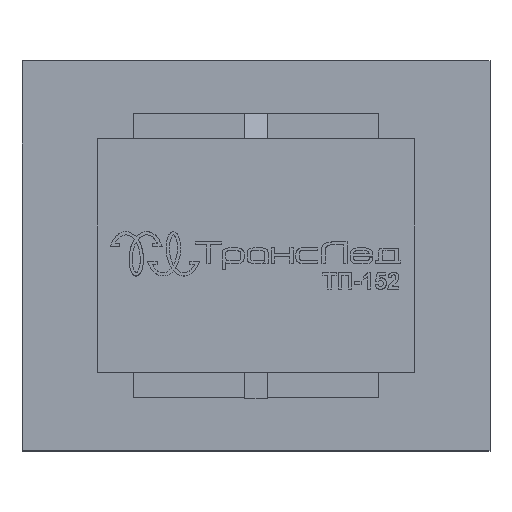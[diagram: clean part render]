
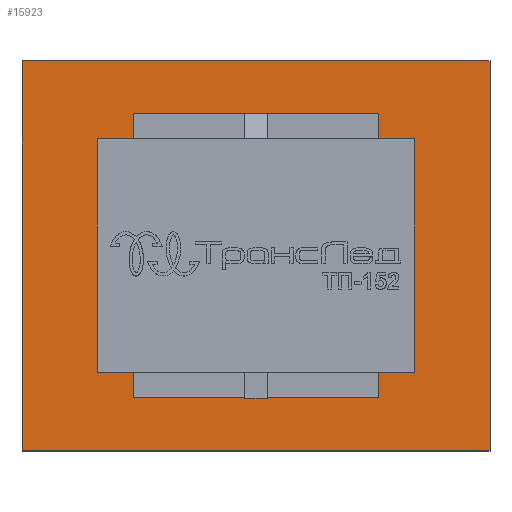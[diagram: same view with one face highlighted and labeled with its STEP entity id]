
A CAD part, top view. The second image highlights one B-rep face of the part: STEP entity #15923.
In plain terms, the highlighted planar face has unit normal (0, 0, 1).
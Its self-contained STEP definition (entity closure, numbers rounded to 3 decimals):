
#1513=FACE_OUTER_BOUND('',#2477,.T.);
#2477=EDGE_LOOP('',(#11927,#11928,#11929,#11930));
#3798=LINE('',#22348,#5506);
#3801=LINE('',#22354,#5509);
#3804=LINE('',#22360,#5512);
#3807=LINE('',#22364,#5515);
#5506=VECTOR('',#18995,10.);
#5509=VECTOR('',#19000,10.);
#5512=VECTOR('',#19005,10.);
#5515=VECTOR('',#19010,10.);
#6989=VERTEX_POINT('',#22345);
#6990=VERTEX_POINT('',#22347);
#6992=VERTEX_POINT('',#22353);
#6994=VERTEX_POINT('',#22359);
#8794=EDGE_CURVE('',#6990,#6989,#3798,.T.);
#8797=EDGE_CURVE('',#6992,#6990,#3801,.T.);
#8800=EDGE_CURVE('',#6994,#6992,#3804,.T.);
#8803=EDGE_CURVE('',#6989,#6994,#3807,.T.);
#11927=ORIENTED_EDGE('',*,*,#8803,.T.);
#11928=ORIENTED_EDGE('',*,*,#8800,.T.);
#11929=ORIENTED_EDGE('',*,*,#8797,.T.);
#11930=ORIENTED_EDGE('',*,*,#8794,.T.);
#15255=PLANE('',#17010);
#15923=ADVANCED_FACE('',(#1513),#15255,.T.);
#17010=AXIS2_PLACEMENT_3D('',#22366,#19013,#19014);
#18995=DIRECTION('',(0.,-1.,0.));
#19000=DIRECTION('',(-1.,0.,0.));
#19005=DIRECTION('',(0.,1.,0.));
#19010=DIRECTION('',(1.,0.,0.));
#19013=DIRECTION('center_axis',(0.,0.,1.));
#19014=DIRECTION('ref_axis',(1.,0.,0.));
#22345=CARTESIAN_POINT('',(0.,0.,31.8));
#22347=CARTESIAN_POINT('',(0.,35.,31.8));
#22348=CARTESIAN_POINT('',(0.,0.,31.8));
#22353=CARTESIAN_POINT('',(42.,35.,31.8));
#22354=CARTESIAN_POINT('',(0.,35.,31.8));
#22359=CARTESIAN_POINT('',(42.,0.,31.8));
#22360=CARTESIAN_POINT('',(42.,35.,31.8));
#22364=CARTESIAN_POINT('',(42.,0.,31.8));
#22366=CARTESIAN_POINT('Origin',(21.,17.5,31.8));
